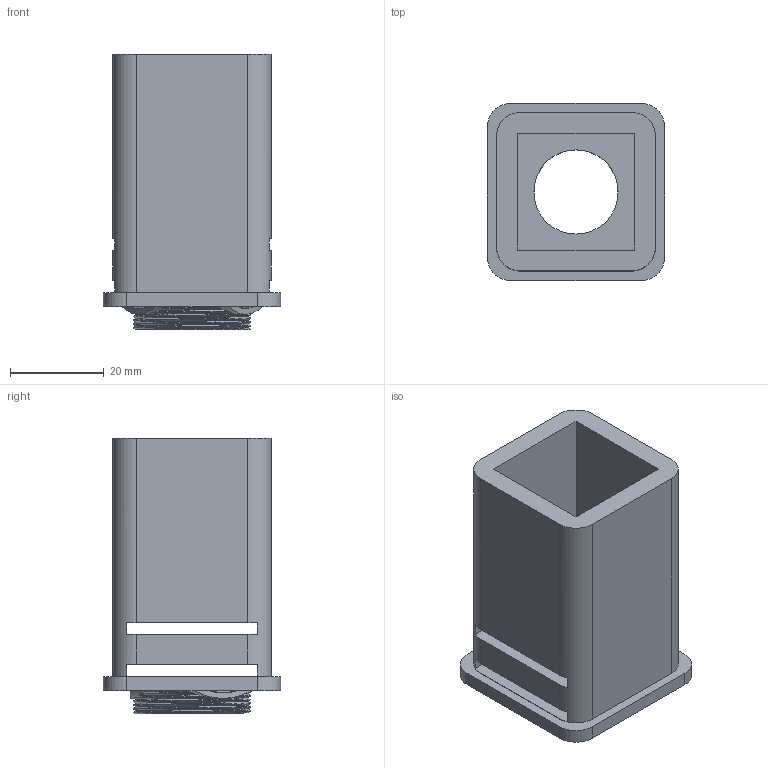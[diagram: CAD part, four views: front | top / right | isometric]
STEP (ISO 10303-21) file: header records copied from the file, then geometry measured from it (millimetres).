
FILE_DESCRIPTION(/* description */ (''),/* implementation_level */ '2;1');
FILE_NAME(/* name */ '20_Cube_Insert_Cmount_slidein_v3.ipt.step',/* time_stamp */ '2022-11-29T07:59:01+01:00',/* author */ ('diederichbenedict'),/* organization */ (''),/* preprocessor_version */ 'ST-DEVELOPER v18.1',/* originating_system */ 'Autodesk Inventor 2022',/* authorisation */ '');
FILE_SCHEMA (('AUTOMOTIVE_DESIGN { 1 0 10303 214 3 1 1 }'));
Length unit declared in the file: millimetre
Products named in the file (1): 20_Cube_Insert_Cmount_slidein_v3
Bounding box: 37.9 x 37.9 x 59 mm (x, y, z)
Volume: 28689.2 mm3; surface area: 16293.3 mm2
Topology: 1 solids, 1 shells, 106 faces, 322 edges, 214 vertices
Faces by surface type: bspline 49, plane 41, cylinder 16
Full cylindrical faces by diameter (mm): 18 x1
Entity records: 8249 total; most frequent: CARTESIAN_POINT 5731, ORIENTED_EDGE 636, DIRECTION 327, EDGE_CURVE 318, VERTEX_POINT 212, B_SPLINE_CURVE_WITH_KNOTS 154, LINE 117, VECTOR 117
